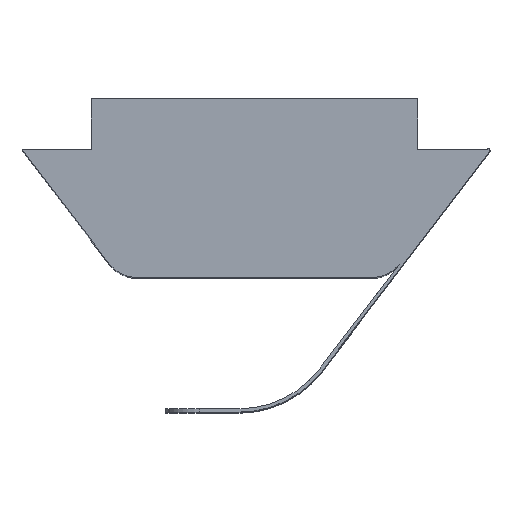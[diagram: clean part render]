
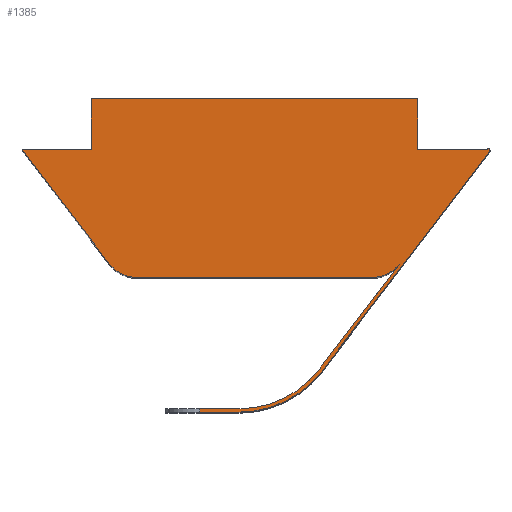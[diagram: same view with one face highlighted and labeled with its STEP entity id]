
A CAD part, top view. The second image highlights one B-rep face of the part: STEP entity #1385.
In plain terms, the highlighted planar face has unit normal (0, 0, 1).
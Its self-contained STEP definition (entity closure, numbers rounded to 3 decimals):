
#5 = DIRECTION ( 'NONE',  ( 0., 0., 1. ) ) ;
#34 = PLANE ( 'NONE',  #1219 ) ;
#49 = ORIENTED_EDGE ( 'NONE', *, *, #1926, .T. ) ;
#59 = EDGE_CURVE ( 'NONE', #454, #1319, #1028, .T. ) ;
#108 = CARTESIAN_POINT ( 'NONE',  ( -6.9, 3.8, 10. ) ) ;
#120 = CARTESIAN_POINT ( 'NONE',  ( 3.505, 1., 10. ) ) ;
#133 = EDGE_CURVE ( 'NONE', #2353, #1774, #1934, .T. ) ;
#180 = AXIS2_PLACEMENT_3D ( 'NONE', #120, #1000, #1862 ) ;
#213 = LINE ( 'NONE', #226, #2562 ) ;
#224 = VERTEX_POINT ( 'NONE', #1514 ) ;
#226 = CARTESIAN_POINT ( 'NONE',  ( -1.63, -4., 10. ) ) ;
#229 = DIRECTION ( 'NONE',  ( -1., 0., 0. ) ) ;
#235 = FACE_OUTER_BOUND ( 'NONE', #439, .T. ) ;
#237 = DIRECTION ( 'NONE',  ( 1., 0., 0. ) ) ;
#239 = AXIS2_PLACEMENT_3D ( 'NONE', #433, #1286, #1702 ) ;
#241 = EDGE_CURVE ( 'NONE', #1811, #396, #632, .T. ) ;
#283 = ORIENTED_EDGE ( 'NONE', *, *, #822, .T. ) ;
#317 = VECTOR ( 'NONE', #991, 1000. ) ;
#343 = LINE ( 'NONE', #2324, #2141 ) ;
#358 = LINE ( 'NONE', #2547, #643 ) ;
#383 = DIRECTION ( 'NONE',  ( -0.607, -0.795, 0. ) ) ;
#396 = VERTEX_POINT ( 'NONE', #2412 ) ;
#401 = VECTOR ( 'NONE', #2746, 1000. ) ;
#427 = CARTESIAN_POINT ( 'NONE',  ( -4.85, 3.8, 10. ) ) ;
#429 = CARTESIAN_POINT ( 'NONE',  ( -0.461, -0.9, 10. ) ) ;
#433 = CARTESIAN_POINT ( 'NONE',  ( -0.461, -0.9, 10. ) ) ;
#439 = EDGE_LOOP ( 'NONE', ( #2647, #2239, #975, #930, #2635, #1528, #2080, #1136, #283, #2273, #1131, #487, #1853, #2223, #2605, #2393, #49, #671 ) ) ;
#440 = LINE ( 'NONE', #1989, #1706 ) ;
#453 = DIRECTION ( 'NONE',  ( -1., 0., 0. ) ) ;
#454 = VERTEX_POINT ( 'NONE', #1717 ) ;
#467 = CARTESIAN_POINT ( 'NONE',  ( 6.979, 3.739, 10. ) ) ;
#487 = ORIENTED_EDGE ( 'NONE', *, *, #1126, .T. ) ;
#528 = VERTEX_POINT ( 'NONE', #2401 ) ;
#537 = EDGE_CURVE ( 'NONE', #2680, #1598, #1326, .T. ) ;
#577 = DIRECTION ( 'NONE',  ( -1., 0., 0. ) ) ;
#625 = CARTESIAN_POINT ( 'NONE',  ( -0.461, -4., 10. ) ) ;
#632 = CIRCLE ( 'NONE', #1866, 1. ) ;
#643 = VECTOR ( 'NONE', #383, 1000. ) ;
#668 = DIRECTION ( 'NONE',  ( 1., 0., 0. ) ) ;
#670 = CARTESIAN_POINT ( 'NONE',  ( -4.85, 3.8, 10. ) ) ;
#671 = ORIENTED_EDGE ( 'NONE', *, *, #881, .T. ) ;
#709 = CIRCLE ( 'NONE', #2204, 3.1 ) ;
#729 = CARTESIAN_POINT ( 'NONE',  ( -0.461, -4., 10. ) ) ;
#751 = VECTOR ( 'NONE', #2517, 1000. ) ;
#777 = LINE ( 'NONE', #1647, #751 ) ;
#784 = EDGE_CURVE ( 'NONE', #1319, #2353, #213, .T. ) ;
#804 = CARTESIAN_POINT ( 'NONE',  ( 1.924, -2.72, 10. ) ) ;
#822 = EDGE_CURVE ( 'NONE', #1598, #1964, #777, .T. ) ;
#881 = EDGE_CURVE ( 'NONE', #1164, #454, #2703, .T. ) ;
#910 = CARTESIAN_POINT ( 'NONE',  ( 6.99, 3.77, 10. ) ) ;
#915 = DIRECTION ( 'NONE',  ( 0.607, 0.795, 0. ) ) ;
#930 = ORIENTED_EDGE ( 'NONE', *, *, #1638, .T. ) ;
#975 = ORIENTED_EDGE ( 'NONE', *, *, #133, .T. ) ;
#991 = DIRECTION ( 'NONE',  ( -1., 0., 0. ) ) ;
#1000 = DIRECTION ( 'NONE',  ( 0., 0., 1. ) ) ;
#1008 = VECTOR ( 'NONE', #668, 1000. ) ;
#1028 = LINE ( 'NONE', #2313, #401 ) ;
#1032 = VECTOR ( 'NONE', #229, 1000. ) ;
#1126 = EDGE_CURVE ( 'NONE', #1332, #2563, #2064, .T. ) ;
#1131 = ORIENTED_EDGE ( 'NONE', *, *, #1270, .T. ) ;
#1136 = ORIENTED_EDGE ( 'NONE', *, *, #537, .T. ) ;
#1161 = CARTESIAN_POINT ( 'NONE',  ( -6.9, 3.8, 10. ) ) ;
#1164 = VERTEX_POINT ( 'NONE', #804 ) ;
#1219 = AXIS2_PLACEMENT_3D ( 'NONE', #1810, #5, #2435 ) ;
#1240 = CARTESIAN_POINT ( 'NONE',  ( -4.85, 5.3, 10. ) ) ;
#1270 = EDGE_CURVE ( 'NONE', #2644, #1332, #1652, .T. ) ;
#1286 = DIRECTION ( 'NONE',  ( 0., 0., -1. ) ) ;
#1291 = CARTESIAN_POINT ( 'NONE',  ( -3.505, 1., 10. ) ) ;
#1293 = EDGE_CURVE ( 'NONE', #224, #1541, #1430, .T. ) ;
#1319 = VERTEX_POINT ( 'NONE', #2618 ) ;
#1326 = LINE ( 'NONE', #2186, #1032 ) ;
#1332 = VERTEX_POINT ( 'NONE', #670 ) ;
#1335 = DIRECTION ( 'NONE',  ( 0., -1., 0. ) ) ;
#1355 = EDGE_CURVE ( 'NONE', #1628, #2699, #1797, .T. ) ;
#1362 = CARTESIAN_POINT ( 'NONE',  ( 6.94, 3.77, 10. ) ) ;
#1381 = CARTESIAN_POINT ( 'NONE',  ( -4.3, 0.393, 10. ) ) ;
#1385 = ADVANCED_FACE ( 'NONE', ( #235 ), #34, .T. ) ;
#1401 = EDGE_CURVE ( 'NONE', #528, #1628, #440, .T. ) ;
#1406 = CARTESIAN_POINT ( 'NONE',  ( -4.85, 5.3, 10. ) ) ;
#1430 = CIRCLE ( 'NONE', #180, 1. ) ;
#1514 = CARTESIAN_POINT ( 'NONE',  ( 3.505, 0., 10. ) ) ;
#1528 = ORIENTED_EDGE ( 'NONE', *, *, #1355, .T. ) ;
#1541 = VERTEX_POINT ( 'NONE', #2283 ) ;
#1598 = VERTEX_POINT ( 'NONE', #1753 ) ;
#1628 = VERTEX_POINT ( 'NONE', #467 ) ;
#1637 = CARTESIAN_POINT ( 'NONE',  ( -4.3, 0.393, 10. ) ) ;
#1638 = EDGE_CURVE ( 'NONE', #1774, #528, #709, .T. ) ;
#1647 = CARTESIAN_POINT ( 'NONE',  ( 4.85, 3.8, 10. ) ) ;
#1652 = LINE ( 'NONE', #427, #2511 ) ;
#1674 = LINE ( 'NONE', #1240, #2308 ) ;
#1684 = CARTESIAN_POINT ( 'NONE',  ( 4.85, 5.3, 10. ) ) ;
#1702 = DIRECTION ( 'NONE',  ( 1., 0., 0. ) ) ;
#1706 = VECTOR ( 'NONE', #915, 1000. ) ;
#1717 = CARTESIAN_POINT ( 'NONE',  ( -0.461, -3.9, 10. ) ) ;
#1753 = CARTESIAN_POINT ( 'NONE',  ( 4.85, 3.8, 10. ) ) ;
#1774 = VERTEX_POINT ( 'NONE', #729 ) ;
#1797 = CIRCLE ( 'NONE', #2305, 0.05 ) ;
#1810 = CARTESIAN_POINT ( 'NONE',  ( 3.505, 1., 10. ) ) ;
#1811 = VERTEX_POINT ( 'NONE', #1381 ) ;
#1853 = ORIENTED_EDGE ( 'NONE', *, *, #2274, .T. ) ;
#1862 = DIRECTION ( 'NONE',  ( 1., 0., 0. ) ) ;
#1866 = AXIS2_PLACEMENT_3D ( 'NONE', #1291, #2797, #2150 ) ;
#1874 = DIRECTION ( 'NONE',  ( 0., -1., 0. ) ) ;
#1889 = EDGE_CURVE ( 'NONE', #396, #224, #343, .T. ) ;
#1917 = EDGE_CURVE ( 'NONE', #2699, #2680, #2097, .T. ) ;
#1922 = DIRECTION ( 'NONE',  ( 1., 0., 0. ) ) ;
#1926 = EDGE_CURVE ( 'NONE', #1541, #1164, #358, .T. ) ;
#1934 = LINE ( 'NONE', #625, #1008 ) ;
#1964 = VERTEX_POINT ( 'NONE', #1684 ) ;
#1989 = CARTESIAN_POINT ( 'NONE',  ( 6.979, 3.739, 10. ) ) ;
#2046 = EDGE_CURVE ( 'NONE', #1964, #2644, #1674, .T. ) ;
#2048 = CARTESIAN_POINT ( 'NONE',  ( 6.9, 3.8, 10. ) ) ;
#2064 = LINE ( 'NONE', #108, #317 ) ;
#2080 = ORIENTED_EDGE ( 'NONE', *, *, #1917, .T. ) ;
#2097 = CIRCLE ( 'NONE', #2594, 0.05 ) ;
#2122 = DIRECTION ( 'NONE',  ( 0., 0., 1. ) ) ;
#2141 = VECTOR ( 'NONE', #1922, 1000. ) ;
#2150 = DIRECTION ( 'NONE',  ( -1., 0., 0. ) ) ;
#2166 = VECTOR ( 'NONE', #2530, 1000. ) ;
#2186 = CARTESIAN_POINT ( 'NONE',  ( 6.9, 3.8, 10. ) ) ;
#2193 = DIRECTION ( 'NONE',  ( 0., 0., 1. ) ) ;
#2204 = AXIS2_PLACEMENT_3D ( 'NONE', #429, #2193, #237 ) ;
#2223 = ORIENTED_EDGE ( 'NONE', *, *, #241, .T. ) ;
#2239 = ORIENTED_EDGE ( 'NONE', *, *, #784, .T. ) ;
#2273 = ORIENTED_EDGE ( 'NONE', *, *, #2046, .T. ) ;
#2274 = EDGE_CURVE ( 'NONE', #2563, #1811, #2508, .T. ) ;
#2283 = CARTESIAN_POINT ( 'NONE',  ( 4.3, 0.393, 10. ) ) ;
#2305 = AXIS2_PLACEMENT_3D ( 'NONE', #1362, #2631, #453 ) ;
#2308 = VECTOR ( 'NONE', #577, 1000. ) ;
#2313 = CARTESIAN_POINT ( 'NONE',  ( -0.461, -3.9, 10. ) ) ;
#2324 = CARTESIAN_POINT ( 'NONE',  ( 3.505, 0., 10. ) ) ;
#2353 = VERTEX_POINT ( 'NONE', #2520 ) ;
#2393 = ORIENTED_EDGE ( 'NONE', *, *, #1293, .T. ) ;
#2401 = CARTESIAN_POINT ( 'NONE',  ( 2.004, -2.781, 10. ) ) ;
#2412 = CARTESIAN_POINT ( 'NONE',  ( -3.505, 0., 10. ) ) ;
#2435 = DIRECTION ( 'NONE',  ( 1., 0., 0. ) ) ;
#2508 = LINE ( 'NONE', #1637, #2166 ) ;
#2511 = VECTOR ( 'NONE', #1874, 1000. ) ;
#2517 = DIRECTION ( 'NONE',  ( 0., 1., 0. ) ) ;
#2520 = CARTESIAN_POINT ( 'NONE',  ( -1.63, -4., 10. ) ) ;
#2530 = DIRECTION ( 'NONE',  ( 0.607, -0.795, 0. ) ) ;
#2537 = CARTESIAN_POINT ( 'NONE',  ( 6.94, 3.77, 10. ) ) ;
#2547 = CARTESIAN_POINT ( 'NONE',  ( 6.9, 3.8, 10. ) ) ;
#2562 = VECTOR ( 'NONE', #1335, 1000. ) ;
#2563 = VERTEX_POINT ( 'NONE', #1161 ) ;
#2594 = AXIS2_PLACEMENT_3D ( 'NONE', #2537, #2122, #2737 ) ;
#2605 = ORIENTED_EDGE ( 'NONE', *, *, #1889, .T. ) ;
#2618 = CARTESIAN_POINT ( 'NONE',  ( -1.63, -3.9, 10. ) ) ;
#2631 = DIRECTION ( 'NONE',  ( 0., 0., 1. ) ) ;
#2635 = ORIENTED_EDGE ( 'NONE', *, *, #1401, .T. ) ;
#2644 = VERTEX_POINT ( 'NONE', #1406 ) ;
#2647 = ORIENTED_EDGE ( 'NONE', *, *, #59, .T. ) ;
#2680 = VERTEX_POINT ( 'NONE', #2048 ) ;
#2699 = VERTEX_POINT ( 'NONE', #910 ) ;
#2703 = CIRCLE ( 'NONE', #239, 3. ) ;
#2737 = DIRECTION ( 'NONE',  ( -1., 0., 0. ) ) ;
#2746 = DIRECTION ( 'NONE',  ( -1., 0., 0. ) ) ;
#2797 = DIRECTION ( 'NONE',  ( 0., 0., 1. ) ) ;
